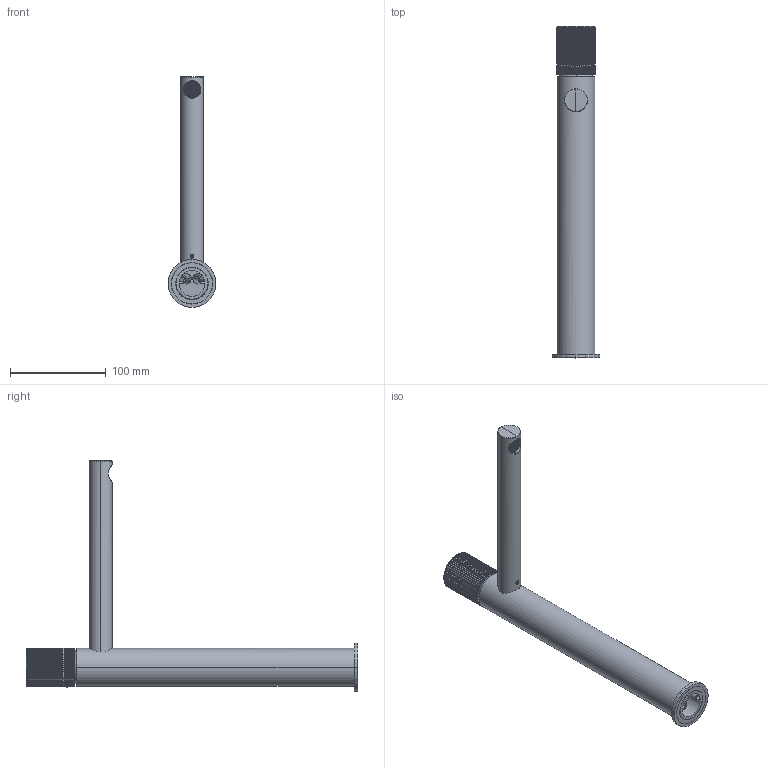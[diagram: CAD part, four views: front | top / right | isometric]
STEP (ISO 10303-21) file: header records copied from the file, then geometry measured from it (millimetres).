
FILE_DESCRIPTION((''),'2;1');
FILE_NAME('JO081CR','2021-02-02T14:57:27',('ut3'),('PAFFONI SpA'),'CREO PARAMETRIC BY PTC INC, 2020044','CREO PARAMETRIC BY PTC INC, 2020044','');
FILE_SCHEMA(('CONFIG_CONTROL_DESIGN','SHAPE_APPEARANCE_LAYERS_GROUPS'));
Length unit declared in the file: millimetre
Products named in the file (1): JO081CR
Bounding box: 50 x 346.85 x 240.9 mm (x, y, z)
Volume: 223687.1 mm3; surface area: 152922.4 mm2
Topology: 1 solids, 1 shells, 3101 faces, 8410 edges, 5357 vertices
Faces by surface type: plane 2064, cylinder 684, cone 141, bspline 127, torus 79, sphere 6
Entity records: 149440 total; most frequent: CARTESIAN_POINT 56503, ORIENTED_EDGE 16780, DIRECTION 12466, EDGE_CURVE 8390, VERTEX_POINT 5357, AXIS2_PLACEMENT_3D 4214, VECTOR 4038, LINE 4038
